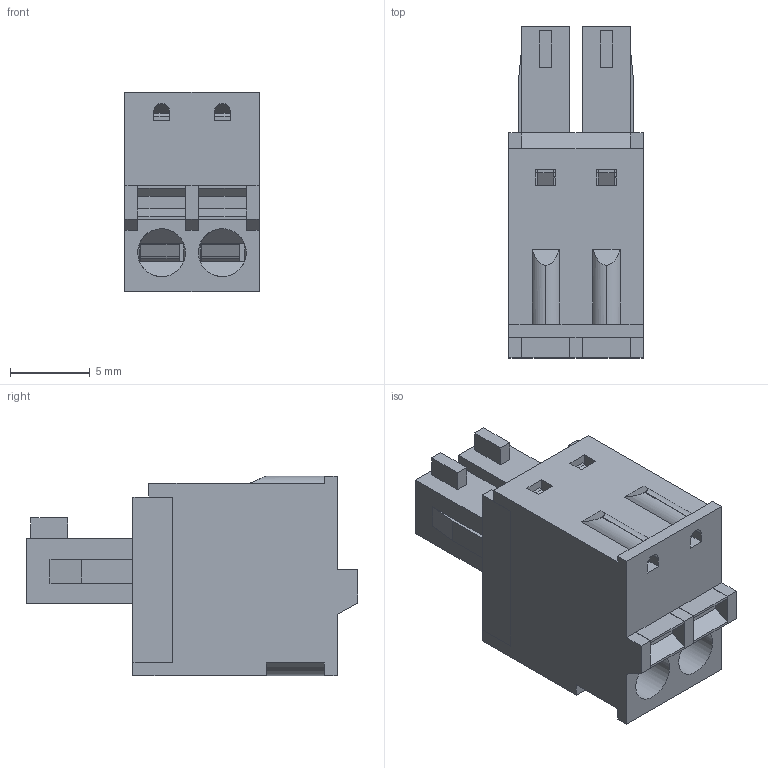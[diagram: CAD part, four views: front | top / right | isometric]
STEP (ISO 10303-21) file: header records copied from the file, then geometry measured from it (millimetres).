
FILE_DESCRIPTION( ( 'Unknown' ), '1' );
FILE_NAME( '691368300002B.stp', 'Unknown', ( 'Unknown' ), ( 'Unknown' ), 'PSStep 19.0.9', 'Unknown', ' ' );
FILE_SCHEMA( ( 'AUTOMOTIVE_DESIGN { 1 0 10303 214 1 1 1 1 }' ) );
Length unit declared in the file: millimetre
Products named in the file (6): Assem1; 6913683000xxB_BOUTON; 6913683000xxB_PIN; 6913683000xxB_LANGUETTE; 691368300002B; 691368300002B_BACK
Assembly tree (8 placements, depth 2):
  Assem1
    6913683000xxB_BOUTON  x2
    6913683000xxB_PIN  x2
    6913683000xxB_LANGUETTE  x2
    691368300002B
    691368300002B_BACK
Bounding box: 8.42 x 20.8 x 12.5 mm (x, y, z)
Volume: 913.8 mm3; surface area: 2870.3 mm2
Topology: 8 solids, 8 shells, 620 faces, 1730 edges, 1120 vertices
Faces by surface type: plane 532, cylinder 88
Full cylindrical faces by diameter (mm): 1 x2, 3 x2
Entity records: 19259 total; most frequent: CARTESIAN_POINT 2768, ORIENTED_EDGE 2692, DIRECTION 2447, EDGE_CURVE 1346, LINE 1221, VECTOR 1221, VERTEX_POINT 870, AXIS2_PLACEMENT_3D 613
